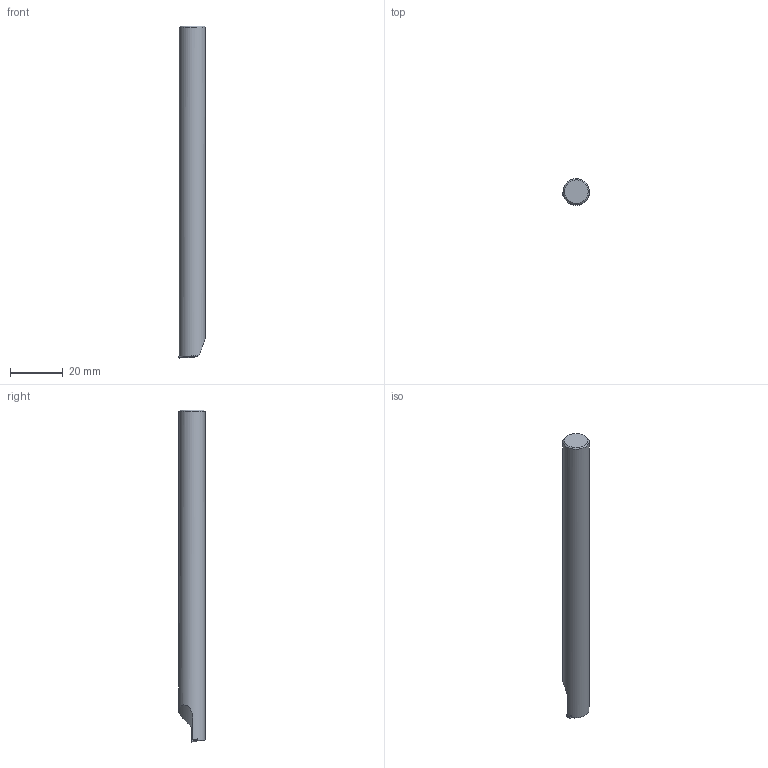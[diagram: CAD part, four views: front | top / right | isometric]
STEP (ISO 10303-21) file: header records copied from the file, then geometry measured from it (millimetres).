
FILE_DESCRIPTION(/* description */ (''),/* implementation_level */ '2;1');
FILE_NAME(/* name */ '1526895305573.stp',/* time_stamp */ '2018-05-21T11:35:11+02:00',/* author */ (''),/* organization */ ('SMS'),/* preprocessor_version */ 'ST-DEVELOPER v15',/* originating_system */ 'SIEMENS PLM Software NX 8.5',/* authorisation */ '');
FILE_SCHEMA (('AUTOMOTIVE_DESIGN { 1 0 10303 214 3 1 1 1 }'));
Length unit declared in the file: millimetre
Products named in the file (4): ASSEMBLY_CONSTRUCTION; 201641216mod000_00; 201662656mod000_01; 201665363mod000_00
Assembly tree (3 placements, depth 2):
  201665363mod000_00
    201662656mod000_01
    201641216mod000_00
    ASSEMBLY_CONSTRUCTION
Bounding box: 10.19 x 9.99 x 126.1 mm (x, y, z)
Volume: 9404.6 mm3; surface area: 4074.7 mm2
Topology: 2 solids, 2 shells, 26 faces, 64 edges, 48 vertices
Faces by surface type: plane 16, cone 5, cylinder 3, torus 1, bspline 1
Full cylindrical faces by diameter (mm): 2.2 x1, 9.988 x1
Entity records: 1007 total; most frequent: CARTESIAN_POINT 238, DIRECTION 140, ORIENTED_EDGE 114, EDGE_CURVE 57, AXIS2_PLACEMENT_3D 54, VERTEX_POINT 40, EDGE_LOOP 33, LINE 32
